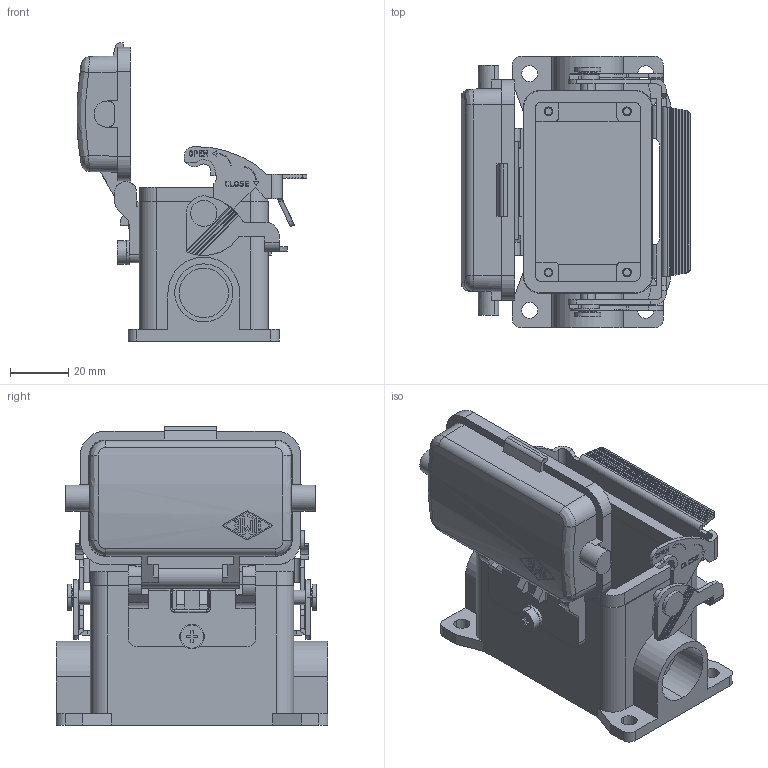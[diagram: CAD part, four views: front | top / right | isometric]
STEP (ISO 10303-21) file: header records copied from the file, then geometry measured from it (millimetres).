
FILE_DESCRIPTION(('Creo Elements/Direct Modeling STEP Export'),'2;1');
FILE_NAME('0ln7uvk4ql5bc7a3272','2019-05-10T10:45:33',(''),(''),'PTC Creo Elements/Direct Modeling STEP processor for AP214 (Solid Model)','PTC Creo Elements/Direct Modeling 19.0E 27-Jun-2016 (C) Parametric Technology GmbH','');
FILE_SCHEMA(('AUTOMOTIVE_DESIGN { 1 0 10303 214 1 1 1 1 }'));
Length unit declared in the file: millimetre
Products named in the file (2): MVP_10_LSP20
Assembly tree (1 placements, depth 2):
  MVP_10_LSP20
    MVP_10_LSP20
Bounding box: 79.1 x 93.5 x 102.7 mm (x, y, z)
Volume: 98873.8 mm3; surface area: 59601.9 mm2
Topology: 1 solids, 1 shells, 609 faces, 2166 edges, 1613 vertices
Faces by surface type: plane 385, cylinder 202, bspline 14, torus 8
Entity records: 28463 total; most frequent: CARTESIAN_POINT 9449, ORIENTED_EDGE 4332, DIRECTION 3520, EDGE_CURVE 2166, VERTEX_POINT 1613, VECTOR 1554, LINE 1554, AXIS2_PLACEMENT_3D 983
